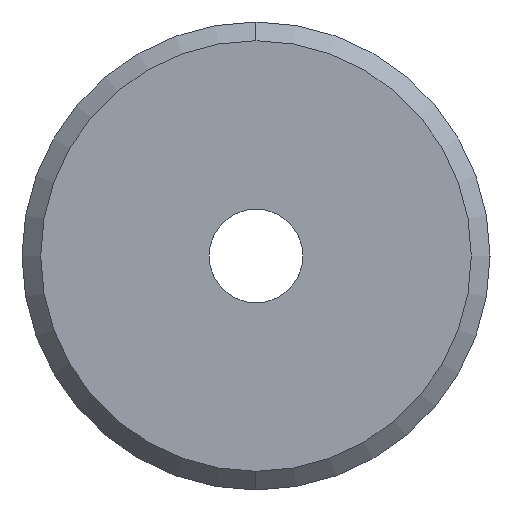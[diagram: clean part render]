
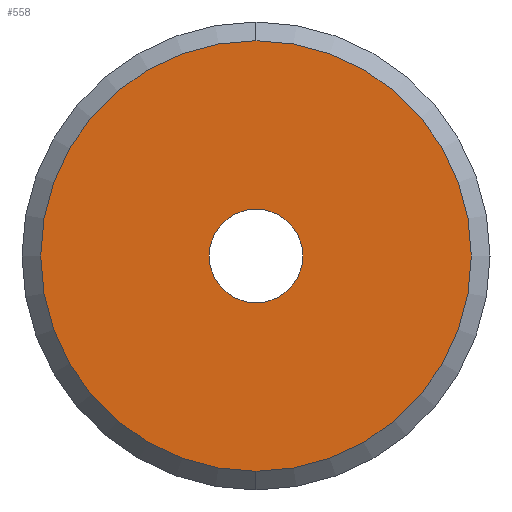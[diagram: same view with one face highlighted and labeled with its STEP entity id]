
A CAD part, left-side view. The second image highlights one B-rep face of the part: STEP entity #558.
In plain terms, the highlighted planar face has unit normal (-1, 0, 0).
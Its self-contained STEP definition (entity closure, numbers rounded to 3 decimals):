
#4 = EDGE_CURVE ( 'NONE', #114, #316, #356, .T. ) ;
#27 = FACE_BOUND ( 'NONE', #560, .T. ) ;
#30 = DIRECTION ( 'NONE',  ( 1., 0., 0. ) ) ;
#42 = ORIENTED_EDGE ( 'NONE', *, *, #4, .T. ) ;
#49 = FACE_OUTER_BOUND ( 'NONE', #429, .T. ) ;
#53 = VERTEX_POINT ( 'NONE', #548 ) ;
#55 = PLANE ( 'NONE',  #218 ) ;
#66 = DIRECTION ( 'NONE',  ( 0., 0., -1. ) ) ;
#73 = AXIS2_PLACEMENT_3D ( 'NONE', #563, #340, #186 ) ;
#99 = CIRCLE ( 'NONE', #73, 2.5 ) ;
#103 = ORIENTED_EDGE ( 'NONE', *, *, #599, .T. ) ;
#114 = VERTEX_POINT ( 'NONE', #359 ) ;
#116 = AXIS2_PLACEMENT_3D ( 'NONE', #329, #610, #233 ) ;
#122 = AXIS2_PLACEMENT_3D ( 'NONE', #538, #543, #550 ) ;
#156 = CARTESIAN_POINT ( 'NONE',  ( -206., 0., -2.5 ) ) ;
#173 = DIRECTION ( 'NONE',  ( 0., 0., 1. ) ) ;
#179 = EDGE_CURVE ( 'NONE', #193, #53, #405, .T. ) ;
#180 = DIRECTION ( 'NONE',  ( -1., 0., 0. ) ) ;
#182 = CARTESIAN_POINT ( 'NONE',  ( -206., 0., 0. ) ) ;
#184 = ORIENTED_EDGE ( 'NONE', *, *, #179, .F. ) ;
#186 = DIRECTION ( 'NONE',  ( 0., 0., 1. ) ) ;
#193 = VERTEX_POINT ( 'NONE', #156 ) ;
#218 = AXIS2_PLACEMENT_3D ( 'NONE', #279, #30, #66 ) ;
#233 = DIRECTION ( 'NONE',  ( 0., 0., 1. ) ) ;
#279 = CARTESIAN_POINT ( 'NONE',  ( -206., 2.5, 0. ) ) ;
#316 = VERTEX_POINT ( 'NONE', #414 ) ;
#329 = CARTESIAN_POINT ( 'NONE',  ( -206., 0., 0. ) ) ;
#340 = DIRECTION ( 'NONE',  ( -1., 0., 0. ) ) ;
#345 = ORIENTED_EDGE ( 'NONE', *, *, #615, .F. ) ;
#356 = CIRCLE ( 'NONE', #116, 11.5 ) ;
#359 = CARTESIAN_POINT ( 'NONE',  ( -206., 0., 11.5 ) ) ;
#405 = CIRCLE ( 'NONE', #619, 2.5 ) ;
#414 = CARTESIAN_POINT ( 'NONE',  ( -206., 0., -11.5 ) ) ;
#429 = EDGE_LOOP ( 'NONE', ( #103, #42 ) ) ;
#538 = CARTESIAN_POINT ( 'NONE',  ( -206., 0., 0. ) ) ;
#543 = DIRECTION ( 'NONE',  ( -1., 0., 0. ) ) ;
#548 = CARTESIAN_POINT ( 'NONE',  ( -206., 0., 2.5 ) ) ;
#550 = DIRECTION ( 'NONE',  ( 0., 0., 1. ) ) ;
#558 = ADVANCED_FACE ( 'NONE', ( #27, #49 ), #55, .F. ) ;
#560 = EDGE_LOOP ( 'NONE', ( #345, #184 ) ) ;
#563 = CARTESIAN_POINT ( 'NONE',  ( -206., 0., 0. ) ) ;
#568 = CIRCLE ( 'NONE', #122, 11.5 ) ;
#599 = EDGE_CURVE ( 'NONE', #316, #114, #568, .T. ) ;
#610 = DIRECTION ( 'NONE',  ( -1., 0., 0. ) ) ;
#615 = EDGE_CURVE ( 'NONE', #53, #193, #99, .T. ) ;
#619 = AXIS2_PLACEMENT_3D ( 'NONE', #182, #180, #173 ) ;
